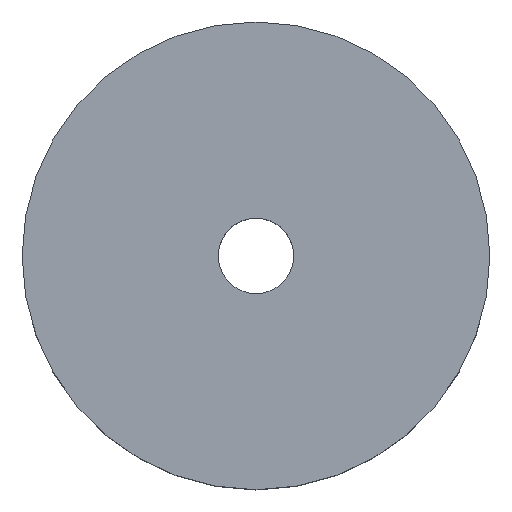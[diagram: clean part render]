
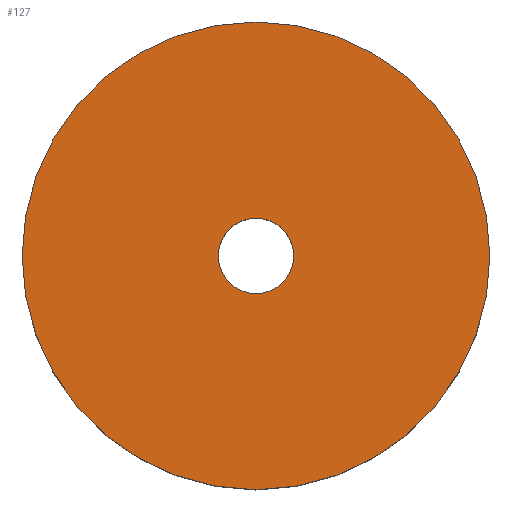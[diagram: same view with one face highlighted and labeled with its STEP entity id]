
A CAD part, top view. The second image highlights one B-rep face of the part: STEP entity #127.
In plain terms, the highlighted planar face has unit normal (0, 0, 1).
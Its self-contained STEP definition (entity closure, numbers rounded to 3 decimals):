
#27=FACE_BOUND('',#40,.T.);
#31=FACE_OUTER_BOUND('',#39,.T.);
#39=EDGE_LOOP('',(#91,#92));
#40=EDGE_LOOP('',(#93,#94));
#51=CIRCLE('',#156,40.);
#52=CIRCLE('',#157,40.);
#53=CIRCLE('',#158,6.45);
#54=CIRCLE('',#159,6.45);
#63=VERTEX_POINT('',#223);
#64=VERTEX_POINT('',#224);
#65=VERTEX_POINT('',#227);
#66=VERTEX_POINT('',#228);
#75=EDGE_CURVE('',#63,#64,#51,.T.);
#76=EDGE_CURVE('',#64,#63,#52,.T.);
#77=EDGE_CURVE('',#65,#66,#53,.T.);
#78=EDGE_CURVE('',#66,#65,#54,.T.);
#91=ORIENTED_EDGE('',*,*,#75,.T.);
#92=ORIENTED_EDGE('',*,*,#76,.T.);
#93=ORIENTED_EDGE('',*,*,#77,.T.);
#94=ORIENTED_EDGE('',*,*,#78,.T.);
#123=PLANE('',#155);
#127=ADVANCED_FACE('',(#31,#27),#123,.T.);
#155=AXIS2_PLACEMENT_3D('',#222,#177,#178);
#156=AXIS2_PLACEMENT_3D('',#225,#179,#180);
#157=AXIS2_PLACEMENT_3D('',#226,#181,#182);
#158=AXIS2_PLACEMENT_3D('',#229,#183,#184);
#159=AXIS2_PLACEMENT_3D('',#230,#185,#186);
#177=DIRECTION('center_axis',(0.,0.,1.));
#178=DIRECTION('ref_axis',(1.,0.,0.));
#179=DIRECTION('center_axis',(0.,0.,1.));
#180=DIRECTION('ref_axis',(0.,1.,0.));
#181=DIRECTION('center_axis',(0.,0.,1.));
#182=DIRECTION('ref_axis',(0.,1.,0.));
#183=DIRECTION('center_axis',(0.,0.,-1.));
#184=DIRECTION('ref_axis',(0.,1.,0.));
#185=DIRECTION('center_axis',(0.,0.,-1.));
#186=DIRECTION('ref_axis',(0.,1.,0.));
#222=CARTESIAN_POINT('Origin',(0.,0.,
25.));
#223=CARTESIAN_POINT('',(0.,40.,25.));
#224=CARTESIAN_POINT('',(40.,0.,25.));
#225=CARTESIAN_POINT('Origin',(0.,0.,
25.));
#226=CARTESIAN_POINT('Origin',(0.,0.,
25.));
#227=CARTESIAN_POINT('',(0.,-6.45,25.));
#228=CARTESIAN_POINT('',(6.45,0.,25.));
#229=CARTESIAN_POINT('Origin',(0.,0.,
25.));
#230=CARTESIAN_POINT('Origin',(0.,0.,
25.));
